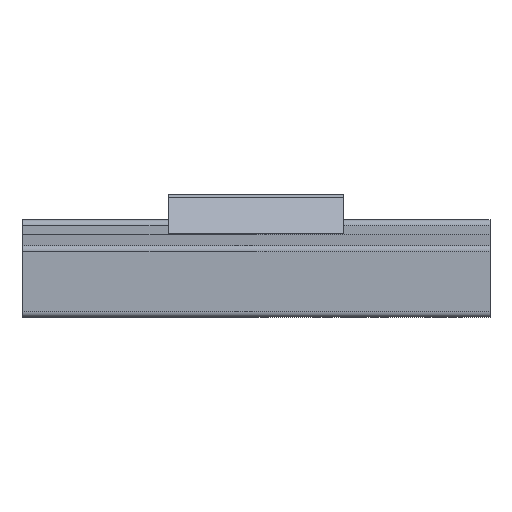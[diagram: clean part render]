
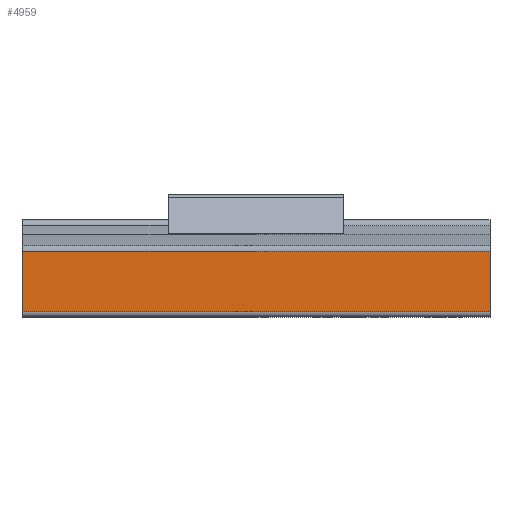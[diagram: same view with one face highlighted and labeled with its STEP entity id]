
A CAD part, front view. The second image highlights one B-rep face of the part: STEP entity #4959.
In plain terms, the highlighted planar face has unit normal (0, -1, 0).
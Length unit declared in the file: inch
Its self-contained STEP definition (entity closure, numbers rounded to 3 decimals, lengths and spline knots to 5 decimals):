
#540=DIRECTION('',(0.,0.,1.));
#541=VECTOR('',#540,0.60943);
#542=CARTESIAN_POINT('',(-2.3622,0.,0.05906));
#543=LINE('',#542,#541);
#1210=DIRECTION('',(-1.,0.,0.));
#1211=VECTOR('',#1210,4.72441);
#1212=CARTESIAN_POINT('',(2.3622,0.,0.05906));
#1213=LINE('',#1212,#1211);
#1218=DIRECTION('',(0.,0.,1.));
#1219=VECTOR('',#1218,0.60943);
#1220=CARTESIAN_POINT('',(2.3622,0.,0.05906));
#1221=LINE('',#1220,#1219);
#1226=DIRECTION('',(1.,0.,0.));
#1227=VECTOR('',#1226,4.72441);
#1228=CARTESIAN_POINT('',(-2.3622,0.,0.66849));
#1229=LINE('',#1228,#1227);
#3582=CARTESIAN_POINT('',(-2.3622,0.,0.66849));
#3583=VERTEX_POINT('',#3582);
#3584=CARTESIAN_POINT('',(2.3622,0.,0.66849));
#3585=VERTEX_POINT('',#3584);
#3586=CARTESIAN_POINT('',(-2.3622,0.,0.05906));
#3587=VERTEX_POINT('',#3586);
#3588=CARTESIAN_POINT('',(2.3622,0.,0.05906));
#3589=VERTEX_POINT('',#3588);
#4947=CARTESIAN_POINT('',(2.3622,0.,0.66849));
#4948=DIRECTION('',(0.,1.,0.));
#4949=DIRECTION('',(0.,0.,1.));
#4950=AXIS2_PLACEMENT_3D('',#4947,#4948,#4949);
#4951=PLANE('',#4950);
#4952=ORIENTED_EDGE('',*,*,#4091,.T.);
#4954=ORIENTED_EDGE('',*,*,#4953,.T.);
#4955=ORIENTED_EDGE('',*,*,#4722,.F.);
#4956=ORIENTED_EDGE('',*,*,#4940,.T.);
#4957=EDGE_LOOP('',(#4952,#4954,#4955,#4956));
#4958=FACE_OUTER_BOUND('',#4957,.F.);
#4091=EDGE_CURVE('',#3587,#3583,#543,.T.);
#4722=EDGE_CURVE('',#3589,#3585,#1221,.T.);
#4940=EDGE_CURVE('',#3589,#3587,#1213,.T.);
#4953=EDGE_CURVE('',#3583,#3585,#1229,.T.);
#4959=ADVANCED_FACE('',(#4958),#4951,.F.);
